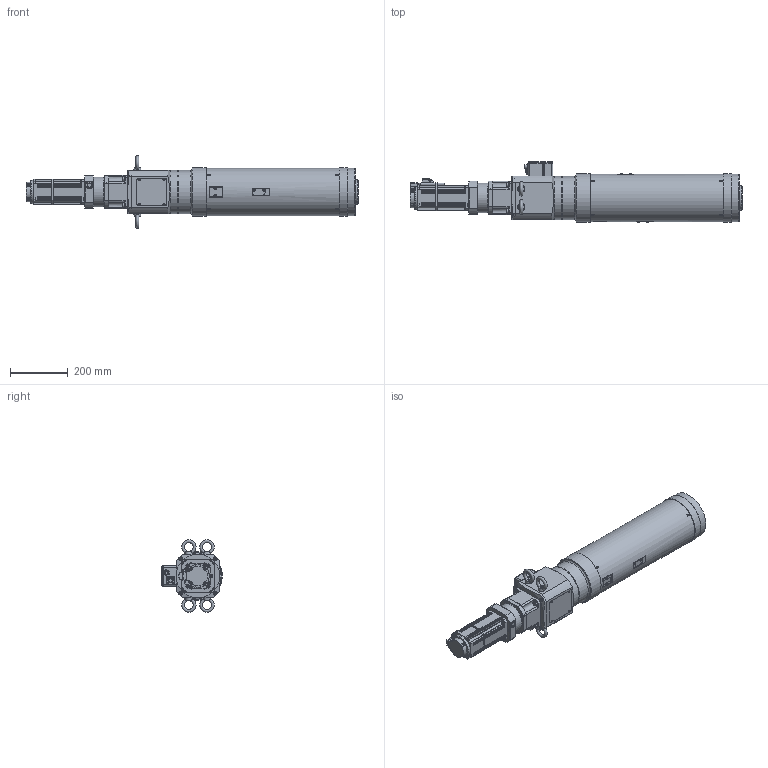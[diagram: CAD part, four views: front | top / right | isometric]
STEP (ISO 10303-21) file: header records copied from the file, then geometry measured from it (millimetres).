
FILE_DESCRIPTION(/* description */ (''),/* implementation_level */ '2;1');
FILE_NAME(/* name */ 'DPR-501R4J-30FB-CE(DS-P087).stp',/* time_stamp */ '2021-08-05T09:04:56+09:00',/* author */ ('y-mizuno'),/* organization */ (''),/* preprocessor_version */ 'ST-DEVELOPER v18.1',/* originating_system */ 'Autodesk Inventor 2021',/* authorisation */ '');
FILE_SCHEMA (('AUTOMOTIVE_DESIGN { 1 0 10303 214 3 1 1 }'));
Products named in the file (1): DPR-501R4J-30FB-CE(DS-P087)
Bounding box: 1148 x 209 x 251 mm (x, y, z)
Volume: 19600873.8 mm3; surface area: 761038.3 mm2
Topology: 1 solids, 10 shells, 1781 faces, 4910 edges, 3200 vertices
Faces by surface type: plane 1035, cylinder 449, cone 182, torus 107, bspline 4, sphere 4
Full cylindrical faces by diameter (mm): 2.459 x2, 2.693 x4, 3 x4, 3.2 x4, 3.4 x4, 4 x1, 5 x1, 6 x8, 7 x4, 7.5 x4, 8 x16, 8.5 x12, 10 x10, 10.25 x4, 10.5 x6, 10.6 x2, 11 x4, 12 x1, 12.7 x1, 13 x8, 14 x8, 16.5 x1, 18 x1, 22 x4, 24 x4, 25 x1, 53 x1, 54 x1, 80 x1, 85 x1
Entity records: 60540 total; most frequent: CARTESIAN_POINT 12709, ORIENTED_EDGE 9764, DIRECTION 9723, EDGE_CURVE 4882, AXIS2_PLACEMENT_3D 3532, VERTEX_POINT 3200, LINE 2659, VECTOR 2659
